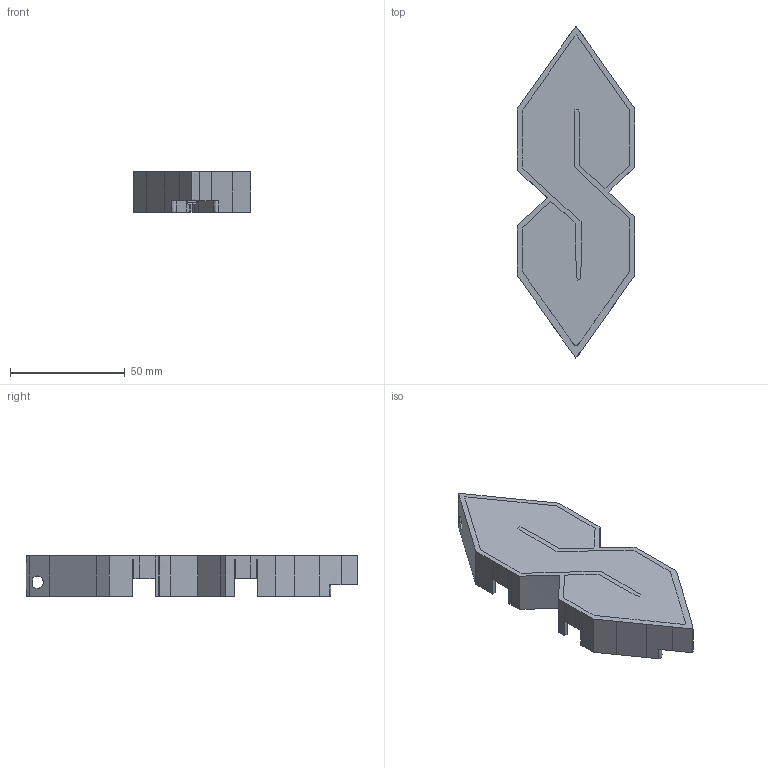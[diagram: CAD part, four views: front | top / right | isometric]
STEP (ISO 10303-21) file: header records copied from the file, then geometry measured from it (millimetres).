
FILE_DESCRIPTION(/* description */ (''),/* implementation_level */ '2;1');
FILE_NAME(/* name */ 'Cool-S-Case.step',/* time_stamp */ '2025-12-26T01:56:39+01:00',/* author */ (''),/* organization */ (''),/* preprocessor_version */ 'ST-DEVELOPER v20.1',/* originating_system */ 'Autodesk Translation Framework v14.21.0.0',/* authorisation */ '');
FILE_SCHEMA (('AUTOMOTIVE_DESIGN { 1 0 10303 214 3 1 1 }'));
Length unit declared in the file: millimetre
Products named in the file (1): Cool-S-Case
Bounding box: 51.15 x 144.55 x 17.7 mm (x, y, z)
Volume: 16871.6 mm3; surface area: 24139.8 mm2
Topology: 2 solids, 2 shells, 785 faces, 2353 edges, 1572 vertices
Faces by surface type: plane 595, bspline 177, cylinder 13
Full cylindrical faces by diameter (mm): 4 x2
Entity records: 27560 total; most frequent: CARTESIAN_POINT 7952, ORIENTED_EDGE 4706, DIRECTION 3175, EDGE_CURVE 2353, LINE 1909, VECTOR 1909, VERTEX_POINT 1572, EDGE_LOOP 795
